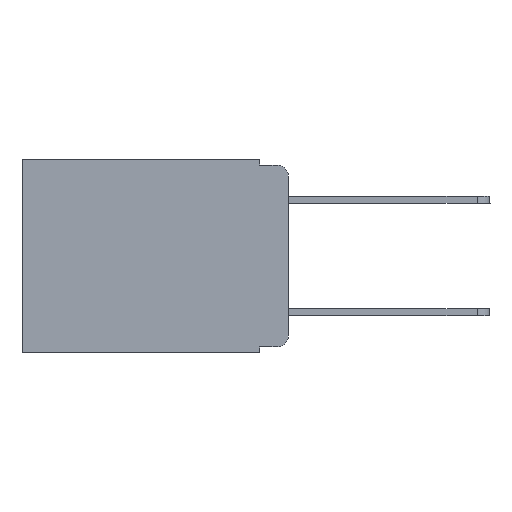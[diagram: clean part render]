
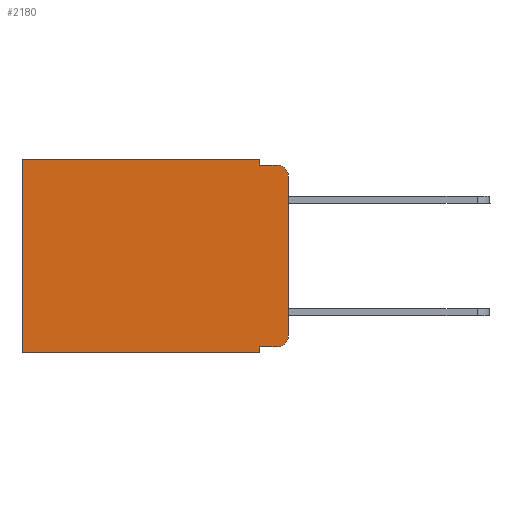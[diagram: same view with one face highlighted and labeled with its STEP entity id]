
A CAD part, left-side view. The second image highlights one B-rep face of the part: STEP entity #2180.
In plain terms, the highlighted planar face has unit normal (-1, 0, 0).
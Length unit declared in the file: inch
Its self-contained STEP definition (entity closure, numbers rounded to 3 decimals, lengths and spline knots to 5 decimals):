
#227 = CARTESIAN_POINT ( 'NONE',  ( 0.298, 0.051, -0.343 ) ) ;
#331 = VERTEX_POINT ( 'NONE', #11100 ) ;
#567 = CARTESIAN_POINT ( 'NONE',  ( 0.298, 0.051, 0. ) ) ;
#650 = ORIENTED_EDGE ( 'NONE', *, *, #7506, .T. ) ;
#726 = CARTESIAN_POINT ( 'NONE',  ( 0.298, 0.051, -0.333 ) ) ;
#906 = CARTESIAN_POINT ( 'NONE',  ( 0.298, 0.473, 0. ) ) ;
#930 = EDGE_LOOP ( 'NONE', ( #11958, #17634, #13954, #9921, #6638, #650, #7709, #17666, #2278, #12411 ) ) ;
#1057 = DIRECTION ( 'NONE',  ( 0., 0., -1. ) ) ;
#1446 = EDGE_CURVE ( 'NONE', #13134, #9223, #13265, .T. ) ;
#1493 = LINE ( 'NONE', #5659, #13088 ) ;
#1648 = DIRECTION ( 'NONE',  ( -1., 0., 0. ) ) ;
#1711 = CARTESIAN_POINT ( 'NONE',  ( 0.298, 0.051, 0. ) ) ;
#1747 = DIRECTION ( 'NONE',  ( 0., 0., -1. ) ) ;
#2180 = ADVANCED_FACE ( 'NONE', ( #14721 ), #15993, .F. ) ;
#2278 = ORIENTED_EDGE ( 'NONE', *, *, #10366, .T. ) ;
#2575 = CARTESIAN_POINT ( 'NONE',  ( 0.298, 0., 0. ) ) ;
#2658 = LINE ( 'NONE', #8281, #4511 ) ;
#2685 = CARTESIAN_POINT ( 'NONE',  ( 0.298, 0.473, -0.343 ) ) ;
#2776 = CARTESIAN_POINT ( 'NONE',  ( 0.298, 0.02, -0.313 ) ) ;
#3015 = CARTESIAN_POINT ( 'NONE',  ( 0.298, 0.02, -0.03 ) ) ;
#3076 = VECTOR ( 'NONE', #3810, 39.37008 ) ;
#3207 = AXIS2_PLACEMENT_3D ( 'NONE', #9092, #7824, #8911 ) ;
#3344 = AXIS2_PLACEMENT_3D ( 'NONE', #2776, #6847, #1057 ) ;
#3371 = DIRECTION ( 'NONE',  ( 0., 0., -1. ) ) ;
#3381 = CARTESIAN_POINT ( 'NONE',  ( 0.298, 0.051, -0.01 ) ) ;
#3764 = CARTESIAN_POINT ( 'NONE',  ( 0.298, 0.02, -0.333 ) ) ;
#3810 = DIRECTION ( 'NONE',  ( 0., 1., 0. ) ) ;
#4016 = DIRECTION ( 'NONE',  ( 0., 0., -1. ) ) ;
#4316 = DIRECTION ( 'NONE',  ( 0., -1., 0. ) ) ;
#4511 = VECTOR ( 'NONE', #12099, 39.37008 ) ;
#4667 = CARTESIAN_POINT ( 'NONE',  ( 0.298, 0.051, -0.01 ) ) ;
#4728 = LINE ( 'NONE', #10249, #14990 ) ;
#4782 = EDGE_CURVE ( 'NONE', #10683, #15016, #17022, .T. ) ;
#4793 = DIRECTION ( 'NONE',  ( 0., 0., -1. ) ) ;
#5166 = CARTESIAN_POINT ( 'NONE',  ( 0.298, 0., -0.343 ) ) ;
#5334 = VERTEX_POINT ( 'NONE', #3764 ) ;
#5440 = LINE ( 'NONE', #5166, #3076 ) ;
#5564 = LINE ( 'NONE', #567, #11604 ) ;
#5625 = EDGE_CURVE ( 'NONE', #7352, #16814, #5564, .T. ) ;
#5655 = CIRCLE ( 'NONE', #3344, 0.02 ) ;
#5659 = CARTESIAN_POINT ( 'NONE',  ( 0.298, 0.473, 0. ) ) ;
#6638 = ORIENTED_EDGE ( 'NONE', *, *, #11692, .T. ) ;
#6844 = CARTESIAN_POINT ( 'NONE',  ( 0.298, 0.02, -0.01 ) ) ;
#6847 = DIRECTION ( 'NONE',  ( -1., 0., 0. ) ) ;
#6861 = EDGE_CURVE ( 'NONE', #13134, #331, #4728, .T. ) ;
#6966 = VERTEX_POINT ( 'NONE', #906 ) ;
#7352 = VERTEX_POINT ( 'NONE', #1711 ) ;
#7506 = EDGE_CURVE ( 'NONE', #6966, #9870, #1493, .T. ) ;
#7709 = ORIENTED_EDGE ( 'NONE', *, *, #13862, .F. ) ;
#7824 = DIRECTION ( 'NONE',  ( 1., 0., 0. ) ) ;
#8281 = CARTESIAN_POINT ( 'NONE',  ( 0.298, 0.051, -0.333 ) ) ;
#8911 = DIRECTION ( 'NONE',  ( 0., 0., -1. ) ) ;
#9092 = CARTESIAN_POINT ( 'NONE',  ( 0.298, 0., 0. ) ) ;
#9223 = VERTEX_POINT ( 'NONE', #6844 ) ;
#9870 = VERTEX_POINT ( 'NONE', #2685 ) ;
#9916 = EDGE_CURVE ( 'NONE', #5334, #331, #5655, .T. ) ;
#9921 = ORIENTED_EDGE ( 'NONE', *, *, #5625, .F. ) ;
#10249 = CARTESIAN_POINT ( 'NONE',  ( 0.298, 0., 0. ) ) ;
#10366 = EDGE_CURVE ( 'NONE', #10683, #5334, #2658, .T. ) ;
#10683 = VERTEX_POINT ( 'NONE', #726 ) ;
#11100 = CARTESIAN_POINT ( 'NONE',  ( 0.298, 0., -0.313 ) ) ;
#11198 = CARTESIAN_POINT ( 'NONE',  ( 0.298, 0., -0.03 ) ) ;
#11604 = VECTOR ( 'NONE', #1747, 39.37008 ) ;
#11692 = EDGE_CURVE ( 'NONE', #7352, #6966, #13816, .T. ) ;
#11958 = ORIENTED_EDGE ( 'NONE', *, *, #6861, .F. ) ;
#12099 = DIRECTION ( 'NONE',  ( 0., -1., 0. ) ) ;
#12410 = AXIS2_PLACEMENT_3D ( 'NONE', #3015, #1648, #4016 ) ;
#12411 = ORIENTED_EDGE ( 'NONE', *, *, #9916, .T. ) ;
#13088 = VECTOR ( 'NONE', #16984, 39.37008 ) ;
#13134 = VERTEX_POINT ( 'NONE', #11198 ) ;
#13265 = CIRCLE ( 'NONE', #12410, 0.02 ) ;
#13816 = LINE ( 'NONE', #2575, #16343 ) ;
#13862 = EDGE_CURVE ( 'NONE', #15016, #9870, #5440, .T. ) ;
#13954 = ORIENTED_EDGE ( 'NONE', *, *, #16169, .F. ) ;
#14237 = VECTOR ( 'NONE', #4316, 39.37008 ) ;
#14721 = FACE_OUTER_BOUND ( 'NONE', #930, .T. ) ;
#14990 = VECTOR ( 'NONE', #3371, 39.37008 ) ;
#15016 = VERTEX_POINT ( 'NONE', #227 ) ;
#15993 = PLANE ( 'NONE',  #3207 ) ;
#16169 = EDGE_CURVE ( 'NONE', #16814, #9223, #17073, .T. ) ;
#16343 = VECTOR ( 'NONE', #17701, 39.37008 ) ;
#16510 = VECTOR ( 'NONE', #4793, 39.37008 ) ;
#16814 = VERTEX_POINT ( 'NONE', #3381 ) ;
#16984 = DIRECTION ( 'NONE',  ( 0., 0., -1. ) ) ;
#17022 = LINE ( 'NONE', #17195, #16510 ) ;
#17073 = LINE ( 'NONE', #4667, #14237 ) ;
#17195 = CARTESIAN_POINT ( 'NONE',  ( 0.298, 0.051, 0. ) ) ;
#17634 = ORIENTED_EDGE ( 'NONE', *, *, #1446, .T. ) ;
#17666 = ORIENTED_EDGE ( 'NONE', *, *, #4782, .F. ) ;
#17701 = DIRECTION ( 'NONE',  ( 0., 1., 0. ) ) ;
